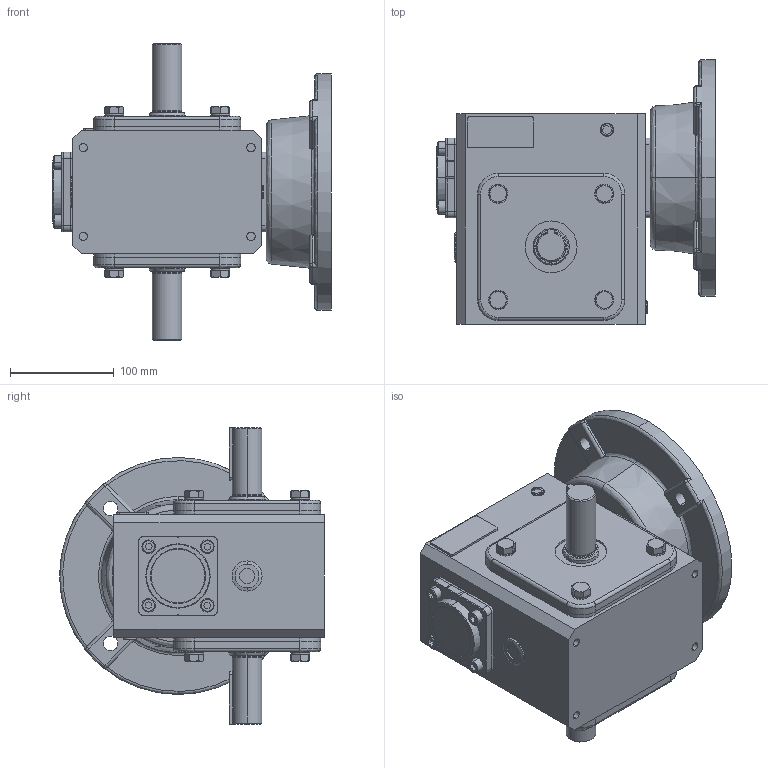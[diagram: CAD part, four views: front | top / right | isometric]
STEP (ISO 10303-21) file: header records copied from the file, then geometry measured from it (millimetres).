
FILE_DESCRIPTION (( 'STEP AP203' ), '1' );
FILE_NAME ('WG-262-005-D.step', '2016-02-01T18:59:21', ( '' ), ( '' ), 'SwSTEP 2.0', 'SolidWorks 2015', '' );
FILE_SCHEMA (( 'CONFIG_CONTROL_DESIGN' ));
Length unit declared in the file: inch
Products named in the file (1): WG-262-005-D
Bounding box: 269 x 255.6 x 286 mm (x, y, z)
Volume: 5462714.2 mm3; surface area: 495414.8 mm2
Topology: 32 solids, 32 shells, 579 faces, 1354 edges, 878 vertices
Faces by surface type: plane 306, cylinder 148, cone 63, bspline 62
Entity records: 26637 total; most frequent: CARTESIAN_POINT 13818, ORIENTED_EDGE 2684, DIRECTION 2480, EDGE_CURVE 1342, AXIS2_PLACEMENT_3D 914, VERTEX_POINT 878, LINE 652, VECTOR 652
